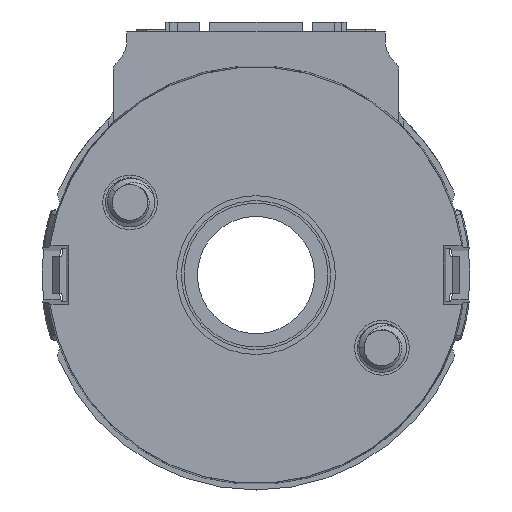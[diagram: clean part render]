
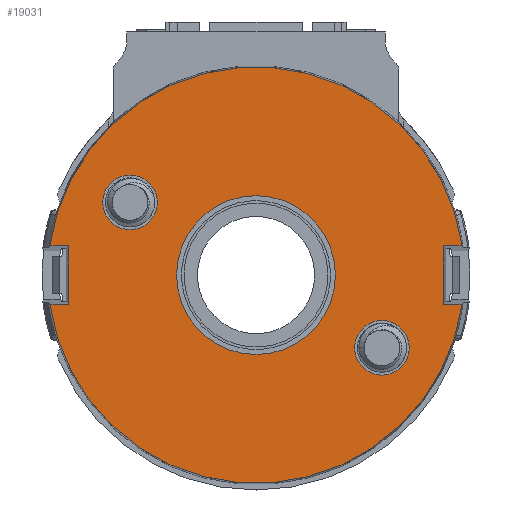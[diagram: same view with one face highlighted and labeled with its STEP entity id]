
A CAD part, front view. The second image highlights one B-rep face of the part: STEP entity #19031.
In plain terms, the highlighted planar face has unit normal (0, -1, 0).
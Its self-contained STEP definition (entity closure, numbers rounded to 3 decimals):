
#469=FACE_BOUND('',#1187,.T.);
#470=FACE_BOUND('',#1188,.T.);
#471=FACE_BOUND('',#1189,.T.);
#502=FACE_OUTER_BOUND('',#1186,.T.);
#1186=EDGE_LOOP('',(#14411,#14412,#14413,#14414,#14415,#14416,#14417,#14418));
#1187=EDGE_LOOP('',(#14419));
#1188=EDGE_LOOP('',(#14420));
#1189=EDGE_LOOP('',(#14421));
#1898=LINE('',#27826,#4117);
#1899=LINE('',#27830,#4118);
#1900=LINE('',#27832,#4119);
#1901=LINE('',#27834,#4120);
#1902=LINE('',#27838,#4121);
#1903=LINE('',#27839,#4122);
#4117=VECTOR('',#22544,0.961);
#4118=VECTOR('',#22547,0.961);
#4119=VECTOR('',#22548,2.997);
#4120=VECTOR('',#22549,0.961);
#4121=VECTOR('',#22552,0.961);
#4122=VECTOR('',#22553,2.997);
#6341=CIRCLE('',#21055,10.655);
#6342=CIRCLE('',#21056,10.655);
#6343=CIRCLE('',#21057,1.397);
#6344=CIRCLE('',#21058,4.064);
#6345=CIRCLE('',#21059,1.397);
#7455=VERTEX_POINT('',#27824);
#7456=VERTEX_POINT('',#27825);
#7457=VERTEX_POINT('',#27827);
#7458=VERTEX_POINT('',#27829);
#7459=VERTEX_POINT('',#27831);
#7460=VERTEX_POINT('',#27833);
#7461=VERTEX_POINT('',#27835);
#7462=VERTEX_POINT('',#27837);
#7463=VERTEX_POINT('',#27840);
#7464=VERTEX_POINT('',#27842);
#7465=VERTEX_POINT('',#27844);
#10909=EDGE_CURVE('',#7455,#7456,#1898,.T.);
#10910=EDGE_CURVE('',#7457,#7456,#6341,.T.);
#10911=EDGE_CURVE('',#7457,#7458,#1899,.T.);
#10912=EDGE_CURVE('',#7458,#7459,#1900,.T.);
#10913=EDGE_CURVE('',#7459,#7460,#1901,.T.);
#10914=EDGE_CURVE('',#7461,#7460,#6342,.T.);
#10915=EDGE_CURVE('',#7461,#7462,#1902,.T.);
#10916=EDGE_CURVE('',#7462,#7455,#1903,.T.);
#10917=EDGE_CURVE('',#7463,#7463,#6343,.T.);
#10918=EDGE_CURVE('',#7464,#7464,#6344,.T.);
#10919=EDGE_CURVE('',#7465,#7465,#6345,.T.);
#14411=ORIENTED_EDGE('',*,*,#10909,.T.);
#14412=ORIENTED_EDGE('',*,*,#10910,.F.);
#14413=ORIENTED_EDGE('',*,*,#10911,.T.);
#14414=ORIENTED_EDGE('',*,*,#10912,.T.);
#14415=ORIENTED_EDGE('',*,*,#10913,.T.);
#14416=ORIENTED_EDGE('',*,*,#10914,.F.);
#14417=ORIENTED_EDGE('',*,*,#10915,.T.);
#14418=ORIENTED_EDGE('',*,*,#10916,.T.);
#14419=ORIENTED_EDGE('',*,*,#10917,.T.);
#14420=ORIENTED_EDGE('',*,*,#10918,.T.);
#14421=ORIENTED_EDGE('',*,*,#10919,.T.);
#17941=PLANE('',#21054);
#19031=ADVANCED_FACE('',(#502,#469,#470,#471),#17941,.F.);
#21054=AXIS2_PLACEMENT_3D('',#27823,#22542,#22543);
#21055=AXIS2_PLACEMENT_3D('',#27828,#22545,#22546);
#21056=AXIS2_PLACEMENT_3D('',#27836,#22550,#22551);
#21057=AXIS2_PLACEMENT_3D('',#27841,#22554,#22555);
#21058=AXIS2_PLACEMENT_3D('',#27843,#22556,#22557);
#21059=AXIS2_PLACEMENT_3D('',#27845,#22558,#22559);
#22542=DIRECTION('center_axis',(0.,1.,0.));
#22543=DIRECTION('ref_axis',(0.,0.,1.));
#22544=DIRECTION('',(-1.,0.,0.));
#22545=DIRECTION('center_axis',(0.,1.,0.));
#22546=DIRECTION('ref_axis',(0.99,0.,-0.141));
#22547=DIRECTION('',(-1.,0.,0.));
#22548=DIRECTION('',(0.,0.,1.));
#22549=DIRECTION('',(1.,0.,0.));
#22550=DIRECTION('center_axis',(0.,1.,0.));
#22551=DIRECTION('ref_axis',(-0.99,0.,0.141));
#22552=DIRECTION('',(1.,0.,0.));
#22553=DIRECTION('',(0.,0.,-1.));
#22554=DIRECTION('center_axis',(0.,1.,0.));
#22555=DIRECTION('ref_axis',(0.,0.,
1.));
#22556=DIRECTION('center_axis',(0.,1.,0.));
#22557=DIRECTION('ref_axis',(0.,0.,
1.));
#22558=DIRECTION('center_axis',(0.,1.,0.));
#22559=DIRECTION('ref_axis',(0.,0.,
1.));
#27823=CARTESIAN_POINT('Origin',(-10.676,0.,0.));
#27824=CARTESIAN_POINT('',(-9.589,0.,-1.499));
#27825=CARTESIAN_POINT('',(-10.549,0.,-1.499));
#27826=CARTESIAN_POINT('',(-9.589,0.,-1.499));
#27827=CARTESIAN_POINT('',(10.549,0.,-1.499));
#27828=CARTESIAN_POINT('Origin',(0.,0.,0.));
#27829=CARTESIAN_POINT('',(9.589,0.,-1.499));
#27830=CARTESIAN_POINT('',(10.549,0.,-1.499));
#27831=CARTESIAN_POINT('',(9.589,0.,1.499));
#27832=CARTESIAN_POINT('',(9.589,0.,-1.499));
#27833=CARTESIAN_POINT('',(10.549,0.,1.499));
#27834=CARTESIAN_POINT('',(9.589,0.,1.499));
#27835=CARTESIAN_POINT('',(-10.549,0.,1.499));
#27836=CARTESIAN_POINT('Origin',(0.,0.,0.));
#27837=CARTESIAN_POINT('',(-9.589,0.,1.499));
#27838=CARTESIAN_POINT('',(-10.549,0.,1.499));
#27839=CARTESIAN_POINT('',(-9.589,0.,1.499));
#27840=CARTESIAN_POINT('',(6.445,0.,-2.324));
#27841=CARTESIAN_POINT('Origin',(6.445,0.,
-3.721));
#27842=CARTESIAN_POINT('',(0.,0.,4.064));
#27843=CARTESIAN_POINT('Origin',(0.,0.,0.));
#27844=CARTESIAN_POINT('',(-6.445,0.,5.118));
#27845=CARTESIAN_POINT('Origin',(-6.445,0.,
3.721));
